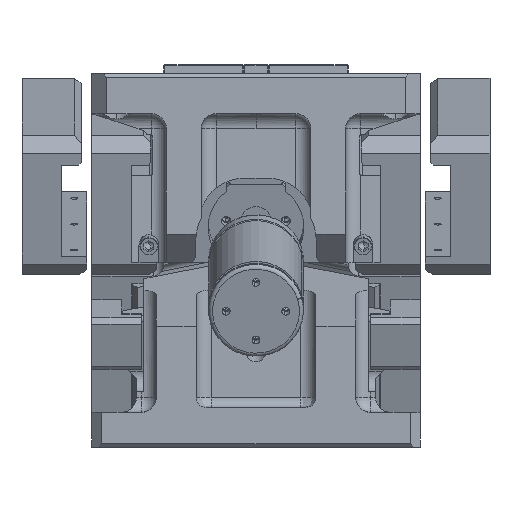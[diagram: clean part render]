
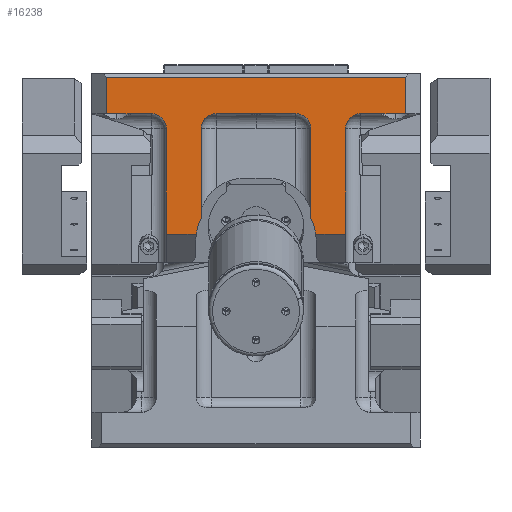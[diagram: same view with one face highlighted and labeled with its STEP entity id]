
A CAD part, left-side view. The second image highlights one B-rep face of the part: STEP entity #16238.
In plain terms, the highlighted planar face has unit normal (-1, 0, 0).
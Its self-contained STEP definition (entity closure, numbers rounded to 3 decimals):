
#15836=CARTESIAN_POINT('Axis2P3D Location',(-340.,-40.,245.)) ;
#15840=CARTESIAN_POINT('Vertex',(-340.,-55.,245.)) ;
#15842=CARTESIAN_POINT('Vertex',(-340.,-40.,260.)) ;
#15913=CARTESIAN_POINT('Line Origine',(-340.,0.,260.)) ;
#15917=CARTESIAN_POINT('Vertex',(-340.,40.,260.)) ;
#16079=CARTESIAN_POINT('Line Origine',(-340.,-55.,200.042)) ;
#16083=CARTESIAN_POINT('Vertex',(-340.,-55.,155.084)) ;
#16098=CARTESIAN_POINT('Axis2P3D Location',(-340.,0.,0.)) ;
#16103=CARTESIAN_POINT('Line Origine',(-340.,0.,296.5)) ;
#16107=CARTESIAN_POINT('Vertex',(-340.,-150.,296.5)) ;
#16109=CARTESIAN_POINT('Vertex',(-340.,150.,296.5)) ;
#16112=CARTESIAN_POINT('Line Origine',(-340.,150.,278.25)) ;
#16116=CARTESIAN_POINT('Vertex',(-340.,150.,260.)) ;
#16119=CARTESIAN_POINT('Line Origine',(-340.,127.5,260.)) ;
#16123=CARTESIAN_POINT('Vertex',(-340.,105.,260.)) ;
#16126=CARTESIAN_POINT('Axis2P3D Location',(-340.,105.,245.)) ;
#16130=CARTESIAN_POINT('Vertex',(-340.,90.,245.)) ;
#16133=CARTESIAN_POINT('Line Origine',(-340.,90.,191.893)) ;
#16137=CARTESIAN_POINT('Vertex',(-340.,90.,138.787)) ;
#16140=CARTESIAN_POINT('Line Origine',(-340.,75.,138.787)) ;
#16144=CARTESIAN_POINT('Vertex',(-340.,60.,138.787)) ;
#16148=CARTESIAN_POINT('Control Point',(-340.,55.,155.084)) ;
#16149=CARTESIAN_POINT('Control Point',(-340.,56.29,152.478)) ;
#16150=CARTESIAN_POINT('Control Point',(-340.,57.399,149.782)) ;
#16151=CARTESIAN_POINT('Control Point',(-340.,58.321,147.015)) ;
#16152=CARTESIAN_POINT('Control Point',(-340.,59.18,143.692)) ;
#16153=CARTESIAN_POINT('Control Point',(-340.,59.77,140.319)) ;
#16154=CARTESIAN_POINT('Control Point',(-340.,59.853,139.809)) ;
#16155=CARTESIAN_POINT('Control Point',(-340.,59.929,139.298)) ;
#16156=CARTESIAN_POINT('Control Point',(-340.,60.,138.787)) ;
#16157=CARTESIAN_POINT('Vertex',(-340.,55.,155.084)) ;
#16160=CARTESIAN_POINT('Line Origine',(-340.,55.,200.042)) ;
#16164=CARTESIAN_POINT('Vertex',(-340.,55.,245.)) ;
#16167=CARTESIAN_POINT('Axis2P3D Location',(-340.,40.,245.)) ;
#16173=CARTESIAN_POINT('Control Point',(-340.,-55.,155.084)) ;
#16174=CARTESIAN_POINT('Control Point',(-340.,-56.29,152.478)) ;
#16175=CARTESIAN_POINT('Control Point',(-340.,-57.399,149.782)) ;
#16176=CARTESIAN_POINT('Control Point',(-340.,-58.321,147.015)) ;
#16177=CARTESIAN_POINT('Control Point',(-340.,-59.18,143.692)) ;
#16178=CARTESIAN_POINT('Control Point',(-340.,-59.77,140.319)) ;
#16179=CARTESIAN_POINT('Control Point',(-340.,-59.853,139.809)) ;
#16180=CARTESIAN_POINT('Control Point',(-340.,-59.929,139.298)) ;
#16181=CARTESIAN_POINT('Control Point',(-340.,-60.,138.787)) ;
#16182=CARTESIAN_POINT('Vertex',(-340.,-60.,138.787)) ;
#16185=CARTESIAN_POINT('Line Origine',(-340.,-75.,138.787)) ;
#16189=CARTESIAN_POINT('Vertex',(-340.,-90.,138.787)) ;
#16192=CARTESIAN_POINT('Line Origine',(-340.,-90.,191.893)) ;
#16196=CARTESIAN_POINT('Vertex',(-340.,-90.,245.)) ;
#16199=CARTESIAN_POINT('Axis2P3D Location',(-340.,-105.,245.)) ;
#16203=CARTESIAN_POINT('Vertex',(-340.,-105.,260.)) ;
#16206=CARTESIAN_POINT('Line Origine',(-340.,-127.5,260.)) ;
#16210=CARTESIAN_POINT('Vertex',(-340.,-150.,260.)) ;
#16213=CARTESIAN_POINT('Line Origine',(-340.,-150.,278.25)) ;
#15837=DIRECTION('Axis2P3D Direction',(-1.,0.,0.)) ;
#15914=DIRECTION('Vector Direction',(0.,-1.,0.)) ;
#16080=DIRECTION('Vector Direction',(0.,0.,-1.)) ;
#16099=DIRECTION('Axis2P3D Direction',(-1.,0.,0.)) ;
#16100=DIRECTION('Axis2P3D XDirection',(0.,-1.,0.)) ;
#16104=DIRECTION('Vector Direction',(0.,1.,0.)) ;
#16113=DIRECTION('Vector Direction',(0.,0.,-1.)) ;
#16120=DIRECTION('Vector Direction',(0.,-1.,0.)) ;
#16127=DIRECTION('Axis2P3D Direction',(-1.,0.,0.)) ;
#16134=DIRECTION('Vector Direction',(0.,0.,-1.)) ;
#16141=DIRECTION('Vector Direction',(0.,-1.,0.)) ;
#16161=DIRECTION('Vector Direction',(0.,0.,-1.)) ;
#16168=DIRECTION('Axis2P3D Direction',(-1.,0.,0.)) ;
#16186=DIRECTION('Vector Direction',(0.,-1.,0.)) ;
#16193=DIRECTION('Vector Direction',(0.,0.,-1.)) ;
#16200=DIRECTION('Axis2P3D Direction',(-1.,0.,0.)) ;
#16207=DIRECTION('Vector Direction',(0.,-1.,0.)) ;
#16214=DIRECTION('Vector Direction',(0.,0.,-1.)) ;
#15838=AXIS2_PLACEMENT_3D('Circle Axis2P3D',#15836,#15837,$) ;
#16101=AXIS2_PLACEMENT_3D('Plane Axis2P3D',#16098,#16099,#16100) ;
#16128=AXIS2_PLACEMENT_3D('Circle Axis2P3D',#16126,#16127,$) ;
#16169=AXIS2_PLACEMENT_3D('Circle Axis2P3D',#16167,#16168,$) ;
#16201=AXIS2_PLACEMENT_3D('Circle Axis2P3D',#16199,#16200,$) ;
#16219=ORIENTED_EDGE('',*,*,#16111,.T.) ;
#16220=ORIENTED_EDGE('',*,*,#16118,.T.) ;
#16221=ORIENTED_EDGE('',*,*,#16125,.T.) ;
#16222=ORIENTED_EDGE('',*,*,#16132,.F.) ;
#16223=ORIENTED_EDGE('',*,*,#16139,.T.) ;
#16224=ORIENTED_EDGE('',*,*,#16146,.T.) ;
#16225=ORIENTED_EDGE('',*,*,#16159,.F.) ;
#16226=ORIENTED_EDGE('',*,*,#16166,.F.) ;
#16227=ORIENTED_EDGE('',*,*,#16171,.F.) ;
#16228=ORIENTED_EDGE('',*,*,#15919,.T.) ;
#16229=ORIENTED_EDGE('',*,*,#15844,.F.) ;
#16230=ORIENTED_EDGE('',*,*,#16085,.T.) ;
#16231=ORIENTED_EDGE('',*,*,#16184,.T.) ;
#16232=ORIENTED_EDGE('',*,*,#16191,.T.) ;
#16233=ORIENTED_EDGE('',*,*,#16198,.F.) ;
#16234=ORIENTED_EDGE('',*,*,#16205,.F.) ;
#16235=ORIENTED_EDGE('',*,*,#16212,.T.) ;
#16236=ORIENTED_EDGE('',*,*,#16217,.F.) ;
#15915=VECTOR('Line Direction',#15914,1.) ;
#16081=VECTOR('Line Direction',#16080,1.) ;
#16105=VECTOR('Line Direction',#16104,1.) ;
#16114=VECTOR('Line Direction',#16113,1.) ;
#16121=VECTOR('Line Direction',#16120,1.) ;
#16135=VECTOR('Line Direction',#16134,1.) ;
#16142=VECTOR('Line Direction',#16141,1.) ;
#16162=VECTOR('Line Direction',#16161,1.) ;
#16187=VECTOR('Line Direction',#16186,1.) ;
#16194=VECTOR('Line Direction',#16193,1.) ;
#16208=VECTOR('Line Direction',#16207,1.) ;
#16215=VECTOR('Line Direction',#16214,1.) ;
#16238=ADVANCED_FACE('SCHIEBERBETT',(#16237),#16102,.T.) ;
#16147=B_SPLINE_CURVE_WITH_KNOTS('',5,(#16148,#16149,#16150,#16151,#16152,#16153,#16154,#16155,#16156),.UNSPECIFIED.,.F.,.U.,(6,3,6),(78.464,99.024,102.676),.UNSPECIFIED.) ;
#16172=B_SPLINE_CURVE_WITH_KNOTS('',5,(#16173,#16174,#16175,#16176,#16177,#16178,#16179,#16180,#16181),.UNSPECIFIED.,.F.,.U.,(6,3,6),(78.464,99.024,102.676),.UNSPECIFIED.) ;
#15839=CIRCLE('generated circle',#15838,15.) ;
#16129=CIRCLE('generated circle',#16128,15.) ;
#16170=CIRCLE('generated circle',#16169,15.) ;
#16202=CIRCLE('generated circle',#16201,15.) ;
#15844=EDGE_CURVE('',#15841,#15843,#15839,.T.) ;
#15919=EDGE_CURVE('',#15918,#15843,#15916,.T.) ;
#16085=EDGE_CURVE('',#15841,#16084,#16082,.T.) ;
#16111=EDGE_CURVE('',#16108,#16110,#16106,.T.) ;
#16118=EDGE_CURVE('',#16110,#16117,#16115,.T.) ;
#16125=EDGE_CURVE('',#16117,#16124,#16122,.T.) ;
#16132=EDGE_CURVE('',#16131,#16124,#16129,.T.) ;
#16139=EDGE_CURVE('',#16131,#16138,#16136,.T.) ;
#16146=EDGE_CURVE('',#16138,#16145,#16143,.T.) ;
#16159=EDGE_CURVE('',#16158,#16145,#16147,.T.) ;
#16166=EDGE_CURVE('',#16165,#16158,#16163,.T.) ;
#16171=EDGE_CURVE('',#15918,#16165,#16170,.T.) ;
#16184=EDGE_CURVE('',#16084,#16183,#16172,.T.) ;
#16191=EDGE_CURVE('',#16183,#16190,#16188,.T.) ;
#16198=EDGE_CURVE('',#16197,#16190,#16195,.T.) ;
#16205=EDGE_CURVE('',#16204,#16197,#16202,.T.) ;
#16212=EDGE_CURVE('',#16204,#16211,#16209,.T.) ;
#16217=EDGE_CURVE('',#16108,#16211,#16216,.T.) ;
#16218=EDGE_LOOP('',(#16219,#16220,#16221,#16222,#16223,#16224,#16225,#16226,#16227,#16228,#16229,#16230,#16231,#16232,#16233,#16234,#16235,#16236)) ;
#16237=FACE_OUTER_BOUND('',#16218,.T.) ;
#15916=LINE('Line',#15913,#15915) ;
#16082=LINE('Line',#16079,#16081) ;
#16106=LINE('Line',#16103,#16105) ;
#16115=LINE('Line',#16112,#16114) ;
#16122=LINE('Line',#16119,#16121) ;
#16136=LINE('Line',#16133,#16135) ;
#16143=LINE('Line',#16140,#16142) ;
#16163=LINE('Line',#16160,#16162) ;
#16188=LINE('Line',#16185,#16187) ;
#16195=LINE('Line',#16192,#16194) ;
#16209=LINE('Line',#16206,#16208) ;
#16216=LINE('Line',#16213,#16215) ;
#16102=PLANE('',#16101) ;
#15841=VERTEX_POINT('',#15840) ;
#15843=VERTEX_POINT('',#15842) ;
#15918=VERTEX_POINT('',#15917) ;
#16084=VERTEX_POINT('',#16083) ;
#16108=VERTEX_POINT('',#16107) ;
#16110=VERTEX_POINT('',#16109) ;
#16117=VERTEX_POINT('',#16116) ;
#16124=VERTEX_POINT('',#16123) ;
#16131=VERTEX_POINT('',#16130) ;
#16138=VERTEX_POINT('',#16137) ;
#16145=VERTEX_POINT('',#16144) ;
#16158=VERTEX_POINT('',#16157) ;
#16165=VERTEX_POINT('',#16164) ;
#16183=VERTEX_POINT('',#16182) ;
#16190=VERTEX_POINT('',#16189) ;
#16197=VERTEX_POINT('',#16196) ;
#16204=VERTEX_POINT('',#16203) ;
#16211=VERTEX_POINT('',#16210) ;
